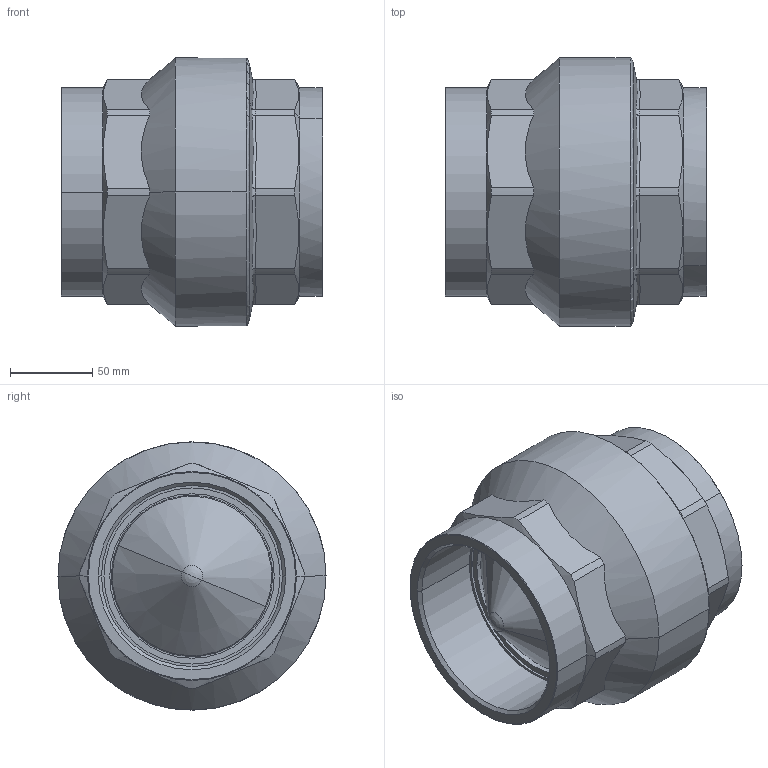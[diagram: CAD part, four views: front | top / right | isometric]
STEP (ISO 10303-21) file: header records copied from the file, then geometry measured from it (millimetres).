
FILE_DESCRIPTION(('Creo Elements/Direct Modeling STEP Export'),'2;1');
FILE_NAME('10000018.stp','2021-05-18T14:33:28',(''),(''),'Creo Elements/Direct Modeling STEP processor for AP214 (Solid Model)','Creo Elements/Direct Modeling 20.1D 10-Oct-2020 (C) Parametric Technology GmbH','');
FILE_SCHEMA(('AUTOMOTIVE_DESIGN { 1 0 10303 214 1 1 1 1 }'));
Length unit declared in the file: millimetre
Products named in the file (2): 10000018
Assembly tree (1 placements, depth 2):
  10000018
    10000018
Bounding box: 159 x 163 x 163 mm (x, y, z)
Volume: 1745905.8 mm3; surface area: 143293.5 mm2
Topology: 1 solids, 1 shells, 132 faces, 347 edges, 222 vertices
Faces by surface type: cylinder 42, plane 32, cone 24, torus 16, bspline 16, sphere 2
Entity records: 11543 total; most frequent: CARTESIAN_POINT 8433, ORIENTED_EDGE 690, DIRECTION 518, EDGE_CURVE 345, VERTEX_POINT 222, AXIS2_PLACEMENT_3D 209, EDGE_LOOP 139, FACE_OUTER_BOUND 132
